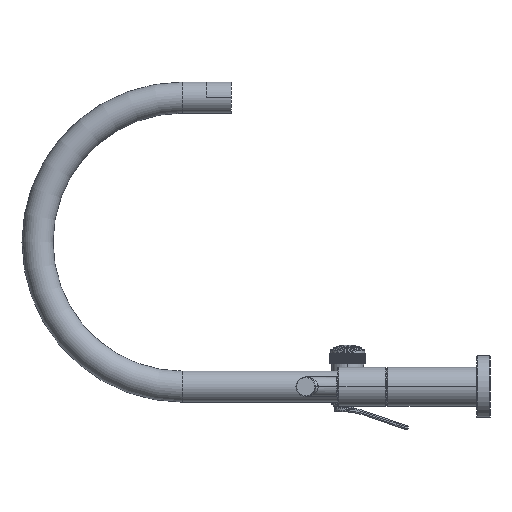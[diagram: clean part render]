
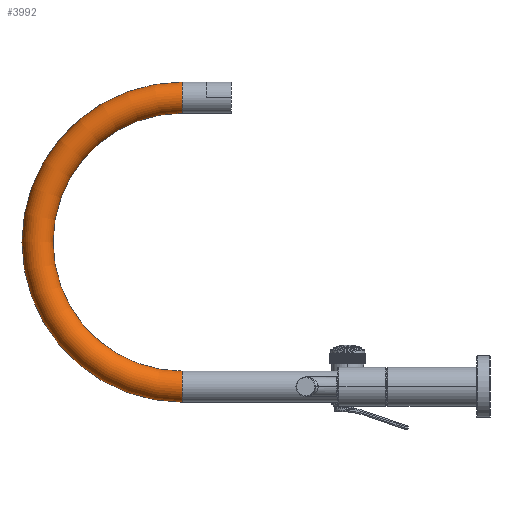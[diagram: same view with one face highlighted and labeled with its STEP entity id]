
A CAD part, left-side view. The second image highlights one B-rep face of the part: STEP entity #3992.
In plain terms, the highlighted toroidal (fillet/blend) face has major radius 118.11 mm and minor radius 12.7 mm.
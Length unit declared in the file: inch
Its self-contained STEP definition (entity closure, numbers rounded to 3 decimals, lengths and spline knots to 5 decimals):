
#3668=CARTESIAN_POINT('',(0.,9.9068,4.65));
#3669=DIRECTION('',(-1.,0.,0.));
#3670=DIRECTION('',(0.,0.,1.));
#3671=AXIS2_PLACEMENT_3D('',#3668,#3669,#3670);
#3676=CARTESIAN_POINT('',(0.,9.9068,9.3));
#3677=DIRECTION('',(0.,1.,0.));
#3678=DIRECTION('',(0.,0.,-1.));
#3679=AXIS2_PLACEMENT_3D('',#3676,#3677,#3678);
#3684=CARTESIAN_POINT('',(0.,9.9068,4.65));
#3685=DIRECTION('',(-1.,0.,0.));
#3686=DIRECTION('',(0.,0.,1.));
#3687=AXIS2_PLACEMENT_3D('',#3684,#3685,#3686);
#3692=CARTESIAN_POINT('',(0.,9.9068,0.));
#3693=DIRECTION('',(0.,-1.,0.));
#3694=DIRECTION('',(0.,0.,1.));
#3695=AXIS2_PLACEMENT_3D('',#3692,#3693,#3694);
#3830=CARTESIAN_POINT('',(0.,9.9068,8.8));
#3831=CARTESIAN_POINT('',(0.,9.9068,9.8));
#3832=VERTEX_POINT('',#3830);
#3833=VERTEX_POINT('',#3831);
#3834=CARTESIAN_POINT('',(0.,9.9068,0.5));
#3835=CARTESIAN_POINT('',(0.,9.9068,-0.5));
#3836=VERTEX_POINT('',#3834);
#3837=VERTEX_POINT('',#3835);
#3980=CARTESIAN_POINT('',(0.,9.9068,4.65));
#3981=DIRECTION('',(-1.,0.,0.));
#3982=DIRECTION('',(0.,0.,-1.));
#3983=AXIS2_PLACEMENT_3D('',#3980,#3981,#3982);
#3984=TOROIDAL_SURFACE('',#3983,4.65,0.5);
#3985=ORIENTED_EDGE('',*,*,#3905,.F.);
#3986=ORIENTED_EDGE('',*,*,#3963,.T.);
#3988=ORIENTED_EDGE('',*,*,#3987,.T.);
#3989=ORIENTED_EDGE('',*,*,#3959,.F.);
#3990=EDGE_LOOP('',(#3985,#3986,#3988,#3989));
#3991=FACE_OUTER_BOUND('',#3990,.F.);
#3672=CIRCLE('',#3671,5.15);
#3680=CIRCLE('',#3679,0.5);
#3688=CIRCLE('',#3687,4.15);
#3696=CIRCLE('',#3695,0.5);
#3905=EDGE_CURVE('',#3832,#3833,#3680,.T.);
#3959=EDGE_CURVE('',#3833,#3837,#3672,.T.);
#3963=EDGE_CURVE('',#3832,#3836,#3688,.T.);
#3987=EDGE_CURVE('',#3836,#3837,#3696,.T.);
#3992=ADVANCED_FACE('',(#3991),#3984,.T.);
